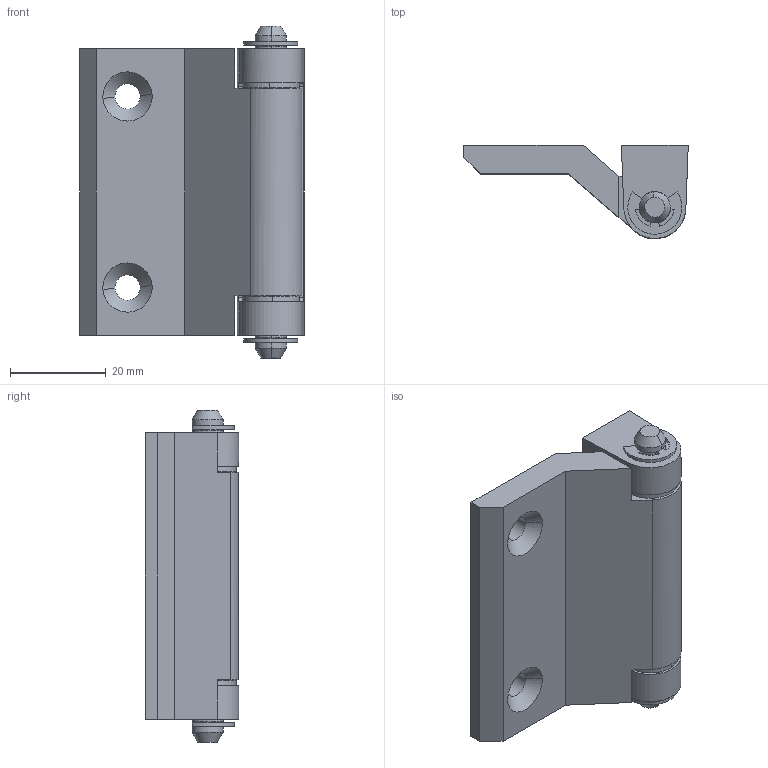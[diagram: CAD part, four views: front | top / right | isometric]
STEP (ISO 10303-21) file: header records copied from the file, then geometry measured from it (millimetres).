
FILE_DESCRIPTION((''),'2;1');
FILE_NAME('','2006-10-27T18:13:29',(''),(''),'','CADfix','');
FILE_SCHEMA(('AUTOMOTIVE_DESIGN'));
Length unit declared in the file: millimetre
Products named in the file (6): bushing; retainer; shaft; hinge pieces_B; hinge pieces_A; TEH_1054_U4_5113_36
Assembly tree (7 placements, depth 2):
  TEH_1054_U4_5113_36
    bushing  x2
    retainer  x2
    shaft
    hinge pieces_B
    hinge pieces_A
Bounding box: 47 x 19.5 x 69.5 mm (x, y, z)
Volume: 22972.6 mm3; surface area: 14459.9 mm2
Topology: 7 solids, 7 shells, 124 faces, 391 edges, 285 vertices
Faces by surface type: bspline 124
Entity records: 3954 total; most frequent: CARTESIAN_POINT 2066, ORIENTED_EDGE 636, EDGE_CURVE 318, VERTEX_POINT 232, QUASI_UNIFORM_CURVE 138, EDGE_LOOP 118, FACE_OUTER_BOUND 99, ADVANCED_FACE 99
